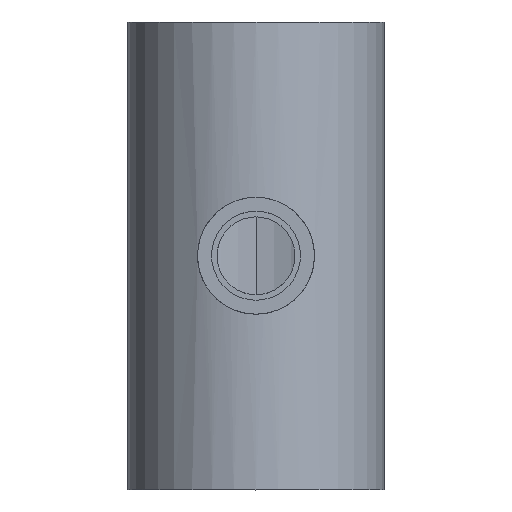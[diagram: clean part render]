
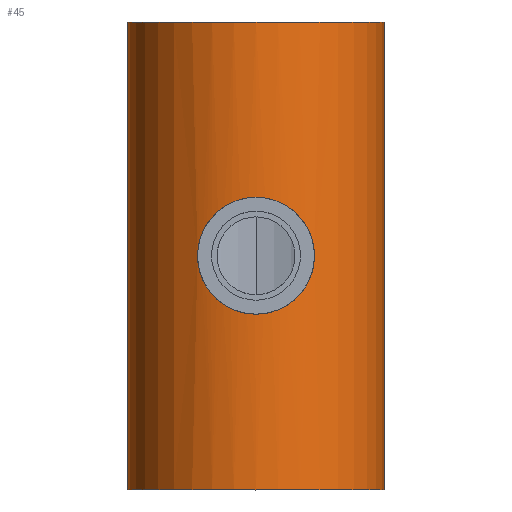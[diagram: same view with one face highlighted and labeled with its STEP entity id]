
A CAD part, top view. The second image highlights one B-rep face of the part: STEP entity #45.
In plain terms, the highlighted cylindrical face has radius 46 mm (diameter 92 mm), a partial arc.
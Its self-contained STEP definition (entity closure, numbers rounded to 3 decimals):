
#45=ADVANCED_FACE('',(#103,#104),#105,.T.);
#103=FACE_OUTER_BOUND('',#178,.T.);
#104=FACE_BOUND('',#179,.T.);
#105=CYLINDRICAL_SURFACE('',#180,46.0);
#178=EDGE_LOOP('',(#247,#248,#249,#250));
#179=EDGE_LOOP('',(#251,#252));
#180=AXIS2_PLACEMENT_3D('',#253,#254,#255);
#247=ORIENTED_EDGE('',*,*,#418,.F.);
#248=ORIENTED_EDGE('',*,*,#419,.F.);
#249=ORIENTED_EDGE('',*,*,#420,.F.);
#250=ORIENTED_EDGE('',*,*,#421,.F.);
#251=ORIENTED_EDGE('',*,*,#422,.T.);
#252=ORIENTED_EDGE('',*,*,#423,.T.);
#253=CARTESIAN_POINT('',(0.0,0.0,0.0));
#254=DIRECTION('',(0.0,-1.0,0.0));
#255=DIRECTION('',(1.0,0.0,0.0));
#418=EDGE_CURVE('',#484,#485,#486,.T.);
#419=EDGE_CURVE('',#487,#484,#488,.T.);
#420=EDGE_CURVE('',#489,#487,#490,.T.);
#421=EDGE_CURVE('',#485,#489,#491,.T.);
#422=EDGE_CURVE('',#492,#493,#494,.T.);
#423=EDGE_CURVE('',#493,#492,#495,.T.);
#484=VERTEX_POINT('',#580);
#485=VERTEX_POINT('',#581);
#486=LINE('',#582,#583);
#487=VERTEX_POINT('',#584);
#488=CIRCLE('',#585,46.0);
#489=VERTEX_POINT('',#586);
#490=LINE('',#587,#588);
#491=CIRCLE('',#589,46.0);
#492=VERTEX_POINT('',#590);
#493=VERTEX_POINT('',#591);
#494=B_SPLINE_CURVE_WITH_KNOTS('',3,(#592,#593,#594,#595,#596,#597,#598,#599,#600,#601,#602,#603,#604,#605,#606,#607,#608,#609,#610,#611,#612,#613,#614,#615,#616,#617,#618,#619,#620,#621,#622,#623,#624,#625,#626,#627,#628,#629,#630,#631,#632,#633,#634,#635,#636,#637,#638,#639,#640,#641),.UNSPECIFIED.,.F.,.F.,(4,2,2,2,2,2,2,2,2,2,2,2,2,2,2,2,2,2,2,2,2,2,2,2,4),(0.0,2.012,4.025,6.037,8.049,12.074,16.098,20.116,24.133,26.142,28.151,30.159,32.168,34.177,36.185,38.194,40.203,44.22,48.237,52.262,56.287,58.299,60.311,62.323,64.336),.UNSPECIFIED.);
#495=B_SPLINE_CURVE_WITH_KNOTS('',3,(#642,#643,#644,#645,#646,#647,#648,#649,#650,#651,#652,#653,#654,#655,#656,#657,#658,#659,#660,#661,#662,#663,#664,#665,#666,#667,#668,#669,#670,#671,#672,#673,#674,#675,#676,#677,#678,#679,#680,#681,#682,#683,#684,#685,#686,#687,#688,#689,#690,#691),.UNSPECIFIED.,.F.,.F.,(4,2,2,2,2,2,2,2,2,2,2,2,2,2,2,2,2,2,2,2,2,2,2,2,4),(64.336,66.348,68.36,70.373,72.385,76.41,80.434,84.452,88.469,90.478,92.486,94.495,96.504,98.512,100.521,102.53,104.538,108.556,112.573,116.598,120.622,122.635,124.647,126.659,128.672),.UNSPECIFIED.);
#580=CARTESIAN_POINT('',(46.0,84.0,0.0));
#581=CARTESIAN_POINT('',(46.0,-84.0,0.0));
#582=CARTESIAN_POINT('',(46.0,0.0,0.));
#583=VECTOR('',#856,1.0);
#584=CARTESIAN_POINT('',(-46.0,84.0,0.));
#585=AXIS2_PLACEMENT_3D('',#857,#858,#859);
#586=CARTESIAN_POINT('',(-46.0,-84.0,0.));
#587=CARTESIAN_POINT('',(-46.0,0.0,0.));
#588=VECTOR('',#860,1.0);
#589=AXIS2_PLACEMENT_3D('',#861,#862,#863);
#590=CARTESIAN_POINT('',(-21.0,0.0,40.927));
#591=CARTESIAN_POINT('',(21.0,0.,40.927));
#592=CARTESIAN_POINT('',(-21.0,0.0,40.927));
#593=CARTESIAN_POINT('',(-21.0,0.671,40.927));
#594=CARTESIAN_POINT('',(-20.968,1.351,40.943));
#595=CARTESIAN_POINT('',(-20.835,2.718,41.011));
#596=CARTESIAN_POINT('',(-20.734,3.404,41.062));
#597=CARTESIAN_POINT('',(-20.463,4.769,41.198));
#598=CARTESIAN_POINT('',(-20.293,5.448,41.282));
#599=CARTESIAN_POINT('',(-19.886,6.786,41.48));
#600=CARTESIAN_POINT('',(-19.648,7.446,41.594));
#601=CARTESIAN_POINT('',(-18.84,9.381,41.969));
#602=CARTESIAN_POINT('',(-18.173,10.612,42.266));
#603=CARTESIAN_POINT('',(-16.639,12.885,42.893));
#604=CARTESIAN_POINT('',(-15.771,13.927,43.223));
#605=CARTESIAN_POINT('',(-13.929,15.77,43.851));
#606=CARTESIAN_POINT('',(-12.888,16.637,44.173));
#607=CARTESIAN_POINT('',(-10.614,18.172,44.774));
#608=CARTESIAN_POINT('',(-9.382,18.84,45.052));
#609=CARTESIAN_POINT('',(-7.445,19.648,45.398));
#610=CARTESIAN_POINT('',(-6.785,19.886,45.502));
#611=CARTESIAN_POINT('',(-5.445,20.294,45.682));
#612=CARTESIAN_POINT('',(-4.766,20.464,45.758));
#613=CARTESIAN_POINT('',(-3.4,20.735,45.879));
#614=CARTESIAN_POINT('',(-2.715,20.835,45.925));
#615=CARTESIAN_POINT('',(-1.349,20.968,45.985));
#616=CARTESIAN_POINT('',(-0.67,21.0,46.0));
#617=CARTESIAN_POINT('',(0.67,21.0,46.0));
#618=CARTESIAN_POINT('',(1.349,20.968,45.985));
#619=CARTESIAN_POINT('',(2.715,20.835,45.925));
#620=CARTESIAN_POINT('',(3.4,20.735,45.879));
#621=CARTESIAN_POINT('',(4.766,20.464,45.758));
#622=CARTESIAN_POINT('',(5.445,20.294,45.682));
#623=CARTESIAN_POINT('',(6.785,19.886,45.502));
#624=CARTESIAN_POINT('',(7.445,19.648,45.398));
#625=CARTESIAN_POINT('',(9.382,18.84,45.052));
#626=CARTESIAN_POINT('',(10.614,18.172,44.774));
#627=CARTESIAN_POINT('',(12.888,16.637,44.173));
#628=CARTESIAN_POINT('',(13.929,15.77,43.851));
#629=CARTESIAN_POINT('',(15.771,13.927,43.223));
#630=CARTESIAN_POINT('',(16.639,12.885,42.893));
#631=CARTESIAN_POINT('',(18.173,10.612,42.266));
#632=CARTESIAN_POINT('',(18.84,9.381,41.969));
#633=CARTESIAN_POINT('',(19.648,7.446,41.594));
#634=CARTESIAN_POINT('',(19.886,6.786,41.48));
#635=CARTESIAN_POINT('',(20.293,5.448,41.282));
#636=CARTESIAN_POINT('',(20.463,4.769,41.198));
#637=CARTESIAN_POINT('',(20.734,3.404,41.062));
#638=CARTESIAN_POINT('',(20.835,2.718,41.011));
#639=CARTESIAN_POINT('',(20.968,1.351,40.943));
#640=CARTESIAN_POINT('',(21.0,0.671,40.927));
#641=CARTESIAN_POINT('',(21.0,0.,40.927));
#642=CARTESIAN_POINT('',(21.0,0.,40.927));
#643=CARTESIAN_POINT('',(21.0,-0.671,40.927));
#644=CARTESIAN_POINT('',(20.968,-1.351,40.943));
#645=CARTESIAN_POINT('',(20.835,-2.718,41.011));
#646=CARTESIAN_POINT('',(20.734,-3.404,41.062));
#647=CARTESIAN_POINT('',(20.463,-4.769,41.198));
#648=CARTESIAN_POINT('',(20.293,-5.448,41.282));
#649=CARTESIAN_POINT('',(19.886,-6.786,41.48));
#650=CARTESIAN_POINT('',(19.648,-7.446,41.594));
#651=CARTESIAN_POINT('',(18.84,-9.381,41.969));
#652=CARTESIAN_POINT('',(18.173,-10.612,42.266));
#653=CARTESIAN_POINT('',(16.639,-12.885,42.893));
#654=CARTESIAN_POINT('',(15.771,-13.927,43.223));
#655=CARTESIAN_POINT('',(13.929,-15.77,43.851));
#656=CARTESIAN_POINT('',(12.888,-16.637,44.173));
#657=CARTESIAN_POINT('',(10.614,-18.172,44.774));
#658=CARTESIAN_POINT('',(9.382,-18.84,45.052));
#659=CARTESIAN_POINT('',(7.445,-19.648,45.398));
#660=CARTESIAN_POINT('',(6.785,-19.886,45.502));
#661=CARTESIAN_POINT('',(5.445,-20.294,45.682));
#662=CARTESIAN_POINT('',(4.766,-20.464,45.758));
#663=CARTESIAN_POINT('',(3.4,-20.735,45.879));
#664=CARTESIAN_POINT('',(2.715,-20.835,45.925));
#665=CARTESIAN_POINT('',(1.349,-20.968,45.985));
#666=CARTESIAN_POINT('',(0.67,-21.0,46.0));
#667=CARTESIAN_POINT('',(-0.67,-21.0,46.0));
#668=CARTESIAN_POINT('',(-1.349,-20.968,45.985));
#669=CARTESIAN_POINT('',(-2.715,-20.835,45.925));
#670=CARTESIAN_POINT('',(-3.4,-20.735,45.879));
#671=CARTESIAN_POINT('',(-4.766,-20.464,45.758));
#672=CARTESIAN_POINT('',(-5.445,-20.294,45.682));
#673=CARTESIAN_POINT('',(-6.785,-19.886,45.502));
#674=CARTESIAN_POINT('',(-7.445,-19.648,45.398));
#675=CARTESIAN_POINT('',(-9.382,-18.84,45.052));
#676=CARTESIAN_POINT('',(-10.614,-18.172,44.774));
#677=CARTESIAN_POINT('',(-12.888,-16.637,44.173));
#678=CARTESIAN_POINT('',(-13.929,-15.77,43.851));
#679=CARTESIAN_POINT('',(-15.771,-13.927,43.223));
#680=CARTESIAN_POINT('',(-16.639,-12.885,42.893));
#681=CARTESIAN_POINT('',(-18.173,-10.612,42.266));
#682=CARTESIAN_POINT('',(-18.84,-9.381,41.969));
#683=CARTESIAN_POINT('',(-19.648,-7.446,41.594));
#684=CARTESIAN_POINT('',(-19.886,-6.786,41.48));
#685=CARTESIAN_POINT('',(-20.293,-5.448,41.282));
#686=CARTESIAN_POINT('',(-20.463,-4.769,41.198));
#687=CARTESIAN_POINT('',(-20.734,-3.404,41.062));
#688=CARTESIAN_POINT('',(-20.835,-2.718,41.011));
#689=CARTESIAN_POINT('',(-20.968,-1.351,40.943));
#690=CARTESIAN_POINT('',(-21.0,-0.671,40.927));
#691=CARTESIAN_POINT('',(-21.0,0.0,40.927));
#856=DIRECTION('',(0.0,-1.0,0.0));
#857=CARTESIAN_POINT('',(0.0,84.0,0.0));
#858=DIRECTION('',(-0.0,1.0,0.0));
#859=DIRECTION('',(1.0,0.0,0.0));
#860=DIRECTION('',(-0.0,1.0,-0.0));
#861=CARTESIAN_POINT('',(0.0,-84.0,0.0));
#862=DIRECTION('',(0.0,-1.0,0.0));
#863=DIRECTION('',(1.0,0.0,0.0));
